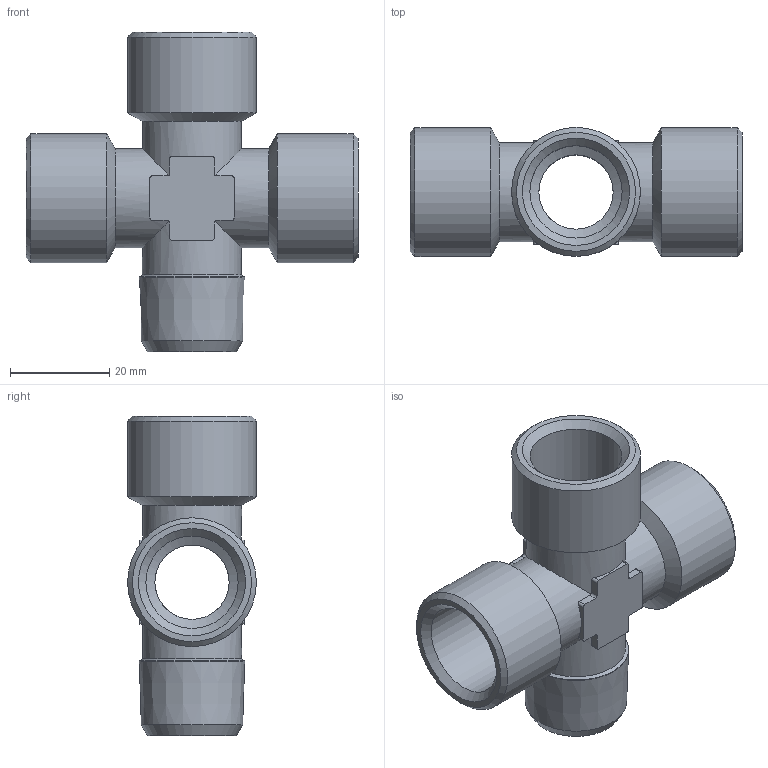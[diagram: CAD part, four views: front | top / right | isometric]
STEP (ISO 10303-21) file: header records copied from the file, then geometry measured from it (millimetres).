
FILE_DESCRIPTION(( 'RA.26B00.12.STP' ), '1');
FILE_NAME( 'RA.26B00.12.STP', '2018-10-11T12:31:20',( 'Sopra'),('sopra-pneumatic.com'), 'SwSTEP 2.0','SolidWorks 2009','' );
FILE_SCHEMA (('AUTOMOTIVE_DESIGN { 1 0 10303 214 1 1 1 1 }'));
Length unit declared in the file: millimetre
Products named in the file (2): Root; 60205
Assembly tree (1 placements, depth 2):
  Root
    60205
Bounding box: 67 x 26 x 64.5 mm (x, y, z)
Volume: 21988 mm3; surface area: 14768.3 mm2
Topology: 1 solids, 1 shells, 85 faces, 231 edges, 146 vertices
Faces by surface type: cylinder 39, plane 30, cone 16
Full cylindrical faces by diameter (mm): 15 x4, 18.631 x3, 20 x4, 21.267 x1, 26 x3
Entity records: 8326 total; most frequent: CARTESIAN_POINT 4451, DIRECTION 404, PRESENTATION_STYLE_ASSIGNMENT 383, COLOUR_RGB 383, DRAUGHTING_PRE_DEFINED_CURVE_FONT 382, CURVE_STYLE 382, OVER_RIDING_STYLED_ITEM 382, ORIENTED_EDGE 382
